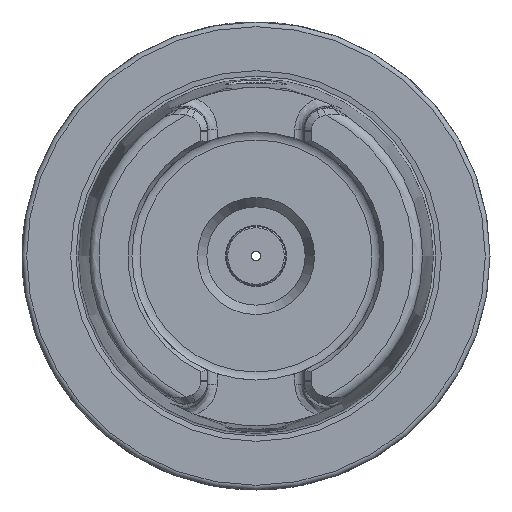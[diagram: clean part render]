
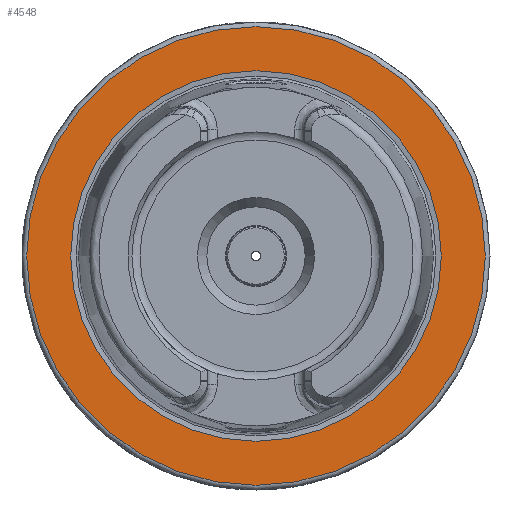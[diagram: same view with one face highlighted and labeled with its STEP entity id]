
A CAD part, left-side view. The second image highlights one B-rep face of the part: STEP entity #4548.
In plain terms, the highlighted planar face has unit normal (-1, 0, 0).
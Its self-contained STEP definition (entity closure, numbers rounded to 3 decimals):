
#365=FACE_BOUND('',#913,.T.);
#445=PLANE('',#4949);
#644=FACE_OUTER_BOUND('',#912,.T.);
#912=EDGE_LOOP('',(#3895,#3896));
#913=EDGE_LOOP('',(#3897,#3898));
#1634=CIRCLE('',#4947,39.587);
#1635=CIRCLE('',#4948,39.587);
#1636=CIRCLE('',#4950,49.);
#1637=CIRCLE('',#4951,49.);
#2083=VERTEX_POINT('',#10757);
#2084=VERTEX_POINT('',#10759);
#2085=VERTEX_POINT('',#10763);
#2086=VERTEX_POINT('',#10764);
#2718=EDGE_CURVE('',#2084,#2083,#1634,.T.);
#2719=EDGE_CURVE('',#2083,#2084,#1635,.T.);
#2720=EDGE_CURVE('',#2085,#2086,#1636,.T.);
#2721=EDGE_CURVE('',#2086,#2085,#1637,.T.);
#3895=ORIENTED_EDGE('',*,*,#2720,.F.);
#3896=ORIENTED_EDGE('',*,*,#2721,.F.);
#3897=ORIENTED_EDGE('',*,*,#2718,.T.);
#3898=ORIENTED_EDGE('',*,*,#2719,.T.);
#4548=ADVANCED_FACE('',(#644,#365),#445,.T.);
#4947=AXIS2_PLACEMENT_3D('',#10760,#5901,#5902);
#4948=AXIS2_PLACEMENT_3D('',#10761,#5903,#5904);
#4949=AXIS2_PLACEMENT_3D('',#10762,#5905,#5906);
#4950=AXIS2_PLACEMENT_3D('',#10765,#5907,#5908);
#4951=AXIS2_PLACEMENT_3D('',#10766,#5909,#5910);
#5901=DIRECTION('center_axis',(1.,0.,0.));
#5902=DIRECTION('ref_axis',(0.,0.,-1.));
#5903=DIRECTION('center_axis',(1.,0.,0.));
#5904=DIRECTION('ref_axis',(0.,0.,-1.));
#5905=DIRECTION('center_axis',(-1.,0.,0.));
#5906=DIRECTION('ref_axis',(0.,0.,1.));
#5907=DIRECTION('center_axis',(1.,0.,0.));
#5908=DIRECTION('ref_axis',(0.,0.,-1.));
#5909=DIRECTION('center_axis',(1.,0.,0.));
#5910=DIRECTION('ref_axis',(0.,0.,-1.));
#10757=CARTESIAN_POINT('',(0.,-39.587,0.));
#10759=CARTESIAN_POINT('',(0.,39.587,0.));
#10760=CARTESIAN_POINT('Origin',(0.,0.,0.));
#10761=CARTESIAN_POINT('Origin',(0.,0.,0.));
#10762=CARTESIAN_POINT('Origin',(0.,49.,
0.));
#10763=CARTESIAN_POINT('',(0.,49.,0.));
#10764=CARTESIAN_POINT('',(0.,0.,
49.));
#10765=CARTESIAN_POINT('Origin',(0.,0.,0.));
#10766=CARTESIAN_POINT('Origin',(0.,0.,0.));
